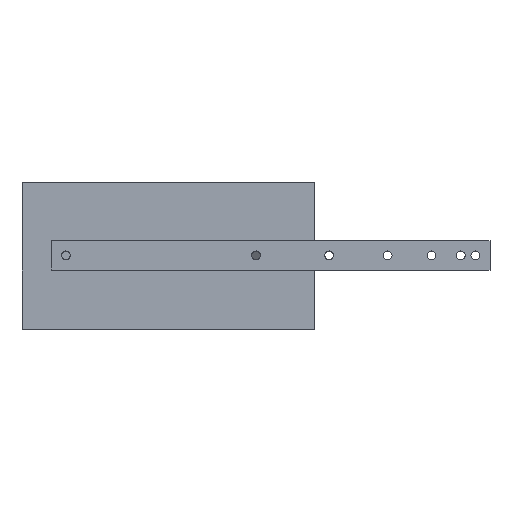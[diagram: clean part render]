
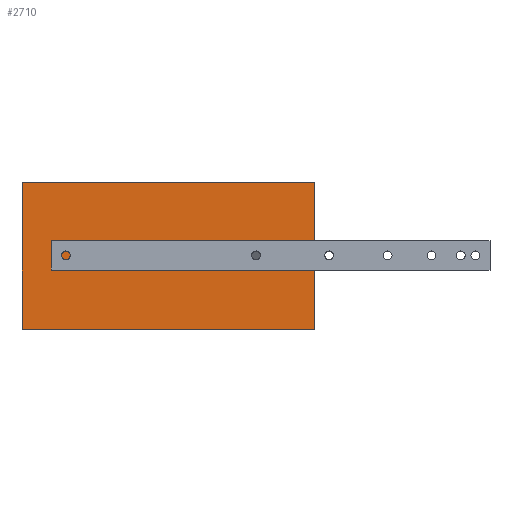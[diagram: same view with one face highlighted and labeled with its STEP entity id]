
A CAD part, top view. The second image highlights one B-rep face of the part: STEP entity #2710.
In plain terms, the highlighted planar face has unit normal (0, 0, 1).
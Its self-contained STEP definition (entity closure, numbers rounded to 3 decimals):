
#2521 = VERTEX_POINT('',#2522);
#2522 = CARTESIAN_POINT('',(-50.,-25.,5.));
#2529 = PLANE('',#2530);
#2530 = AXIS2_PLACEMENT_3D('',#2531,#2532,#2533);
#2531 = CARTESIAN_POINT('',(-50.,-25.,-5.));
#2532 = DIRECTION('',(1.,0.,0.));
#2533 = DIRECTION('',(0.,0.,1.));
#2541 = PLANE('',#2542);
#2542 = AXIS2_PLACEMENT_3D('',#2543,#2544,#2545);
#2543 = CARTESIAN_POINT('',(-50.,-25.,-5.));
#2544 = DIRECTION('',(0.,1.,0.));
#2545 = DIRECTION('',(0.,0.,1.));
#2582 = VERTEX_POINT('',#2583);
#2583 = CARTESIAN_POINT('',(-50.,25.,5.));
#2597 = PLANE('',#2598);
#2598 = AXIS2_PLACEMENT_3D('',#2599,#2600,#2601);
#2599 = CARTESIAN_POINT('',(-50.,25.,-5.));
#2600 = DIRECTION('',(0.,1.,0.));
#2601 = DIRECTION('',(0.,0.,1.));
#2609 = EDGE_CURVE('',#2521,#2582,#2610,.T.);
#2610 = SURFACE_CURVE('',#2611,(#2615,#2622),.PCURVE_S1.);
#2611 = LINE('',#2612,#2613);
#2612 = CARTESIAN_POINT('',(-50.,-25.,5.));
#2613 = VECTOR('',#2614,1.);
#2614 = DIRECTION('',(0.,1.,0.));
#2615 = PCURVE('',#2529,#2616);
#2616 = DEFINITIONAL_REPRESENTATION('',(#2617),#2621);
#2617 = LINE('',#2618,#2619);
#2618 = CARTESIAN_POINT('',(10.,0.));
#2619 = VECTOR('',#2620,1.);
#2620 = DIRECTION('',(0.,-1.));
#2621 = ( GEOMETRIC_REPRESENTATION_CONTEXT(2) 
PARAMETRIC_REPRESENTATION_CONTEXT() REPRESENTATION_CONTEXT('2D SPACE',''
  ) );
#2622 = PCURVE('',#2623,#2628);
#2623 = PLANE('',#2624);
#2624 = AXIS2_PLACEMENT_3D('',#2625,#2626,#2627);
#2625 = CARTESIAN_POINT('',(-50.,-25.,5.));
#2626 = DIRECTION('',(0.,0.,1.));
#2627 = DIRECTION('',(1.,0.,0.));
#2628 = DEFINITIONAL_REPRESENTATION('',(#2629),#2633);
#2629 = LINE('',#2630,#2631);
#2630 = CARTESIAN_POINT('',(0.,0.));
#2631 = VECTOR('',#2632,1.);
#2632 = DIRECTION('',(0.,1.));
#2633 = ( GEOMETRIC_REPRESENTATION_CONTEXT(2) 
PARAMETRIC_REPRESENTATION_CONTEXT() REPRESENTATION_CONTEXT('2D SPACE',''
  ) );
#2662 = EDGE_CURVE('',#2521,#2663,#2665,.T.);
#2663 = VERTEX_POINT('',#2664);
#2664 = CARTESIAN_POINT('',(50.,-25.,5.));
#2665 = SURFACE_CURVE('',#2666,(#2670,#2677),.PCURVE_S1.);
#2666 = LINE('',#2667,#2668);
#2667 = CARTESIAN_POINT('',(-50.,-25.,5.));
#2668 = VECTOR('',#2669,1.);
#2669 = DIRECTION('',(1.,0.,0.));
#2670 = PCURVE('',#2541,#2671);
#2671 = DEFINITIONAL_REPRESENTATION('',(#2672),#2676);
#2672 = LINE('',#2673,#2674);
#2673 = CARTESIAN_POINT('',(10.,0.));
#2674 = VECTOR('',#2675,1.);
#2675 = DIRECTION('',(0.,1.));
#2676 = ( GEOMETRIC_REPRESENTATION_CONTEXT(2) 
PARAMETRIC_REPRESENTATION_CONTEXT() REPRESENTATION_CONTEXT('2D SPACE',''
  ) );
#2677 = PCURVE('',#2623,#2678);
#2678 = DEFINITIONAL_REPRESENTATION('',(#2679),#2683);
#2679 = LINE('',#2680,#2681);
#2680 = CARTESIAN_POINT('',(0.,0.));
#2681 = VECTOR('',#2682,1.);
#2682 = DIRECTION('',(1.,0.));
#2683 = ( GEOMETRIC_REPRESENTATION_CONTEXT(2) 
PARAMETRIC_REPRESENTATION_CONTEXT() REPRESENTATION_CONTEXT('2D SPACE',''
  ) );
#2699 = PLANE('',#2700);
#2700 = AXIS2_PLACEMENT_3D('',#2701,#2702,#2703);
#2701 = CARTESIAN_POINT('',(50.,-25.,-5.));
#2702 = DIRECTION('',(1.,0.,0.));
#2703 = DIRECTION('',(0.,0.,1.));
#2710 = ADVANCED_FACE('',(#2711,#2759,#2794),#2623,.T.);
#2711 = FACE_BOUND('',#2712,.T.);
#2712 = EDGE_LOOP('',(#2713,#2714,#2715,#2738));
#2713 = ORIENTED_EDGE('',*,*,#2609,.F.);
#2714 = ORIENTED_EDGE('',*,*,#2662,.T.);
#2715 = ORIENTED_EDGE('',*,*,#2716,.T.);
#2716 = EDGE_CURVE('',#2663,#2717,#2719,.T.);
#2717 = VERTEX_POINT('',#2718);
#2718 = CARTESIAN_POINT('',(50.,25.,5.));
#2719 = SURFACE_CURVE('',#2720,(#2724,#2731),.PCURVE_S1.);
#2720 = LINE('',#2721,#2722);
#2721 = CARTESIAN_POINT('',(50.,-25.,5.));
#2722 = VECTOR('',#2723,1.);
#2723 = DIRECTION('',(0.,1.,0.));
#2724 = PCURVE('',#2623,#2725);
#2725 = DEFINITIONAL_REPRESENTATION('',(#2726),#2730);
#2726 = LINE('',#2727,#2728);
#2727 = CARTESIAN_POINT('',(100.,0.));
#2728 = VECTOR('',#2729,1.);
#2729 = DIRECTION('',(0.,1.));
#2730 = ( GEOMETRIC_REPRESENTATION_CONTEXT(2) 
PARAMETRIC_REPRESENTATION_CONTEXT() REPRESENTATION_CONTEXT('2D SPACE',''
  ) );
#2731 = PCURVE('',#2699,#2732);
#2732 = DEFINITIONAL_REPRESENTATION('',(#2733),#2737);
#2733 = LINE('',#2734,#2735);
#2734 = CARTESIAN_POINT('',(10.,0.));
#2735 = VECTOR('',#2736,1.);
#2736 = DIRECTION('',(0.,-1.));
#2737 = ( GEOMETRIC_REPRESENTATION_CONTEXT(2) 
PARAMETRIC_REPRESENTATION_CONTEXT() REPRESENTATION_CONTEXT('2D SPACE',''
  ) );
#2738 = ORIENTED_EDGE('',*,*,#2739,.F.);
#2739 = EDGE_CURVE('',#2582,#2717,#2740,.T.);
#2740 = SURFACE_CURVE('',#2741,(#2745,#2752),.PCURVE_S1.);
#2741 = LINE('',#2742,#2743);
#2742 = CARTESIAN_POINT('',(-50.,25.,5.));
#2743 = VECTOR('',#2744,1.);
#2744 = DIRECTION('',(1.,0.,0.));
#2745 = PCURVE('',#2623,#2746);
#2746 = DEFINITIONAL_REPRESENTATION('',(#2747),#2751);
#2747 = LINE('',#2748,#2749);
#2748 = CARTESIAN_POINT('',(0.,50.));
#2749 = VECTOR('',#2750,1.);
#2750 = DIRECTION('',(1.,0.));
#2751 = ( GEOMETRIC_REPRESENTATION_CONTEXT(2) 
PARAMETRIC_REPRESENTATION_CONTEXT() REPRESENTATION_CONTEXT('2D SPACE',''
  ) );
#2752 = PCURVE('',#2597,#2753);
#2753 = DEFINITIONAL_REPRESENTATION('',(#2754),#2758);
#2754 = LINE('',#2755,#2756);
#2755 = CARTESIAN_POINT('',(10.,0.));
#2756 = VECTOR('',#2757,1.);
#2757 = DIRECTION('',(0.,1.));
#2758 = ( GEOMETRIC_REPRESENTATION_CONTEXT(2) 
PARAMETRIC_REPRESENTATION_CONTEXT() REPRESENTATION_CONTEXT('2D SPACE',''
  ) );
#2759 = FACE_BOUND('',#2760,.T.);
#2760 = EDGE_LOOP('',(#2761));
#2761 = ORIENTED_EDGE('',*,*,#2762,.T.);
#2762 = EDGE_CURVE('',#2763,#2763,#2765,.T.);
#2763 = VERTEX_POINT('',#2764);
#2764 = CARTESIAN_POINT('',(-2.5,0.,5.));
#2765 = SURFACE_CURVE('',#2766,(#2771,#2782),.PCURVE_S1.);
#2766 = CIRCLE('',#2767,2.5);
#2767 = AXIS2_PLACEMENT_3D('',#2768,#2769,#2770);
#2768 = CARTESIAN_POINT('',(0.,0.,5.));
#2769 = DIRECTION('',(0.,0.,-1.));
#2770 = DIRECTION('',(-1.,0.,0.));
#2771 = PCURVE('',#2623,#2772);
#2772 = DEFINITIONAL_REPRESENTATION('',(#2773),#2781);
#2773 = ( BOUNDED_CURVE() B_SPLINE_CURVE(2,(#2774,#2775,#2776,#2777,
#2778,#2779,#2780),.UNSPECIFIED.,.T.,.F.) B_SPLINE_CURVE_WITH_KNOTS((1,2
    ,2,2,2,1),(-2.094,0.,2.094,4.189,
6.283,8.378),.UNSPECIFIED.) CURVE() 
GEOMETRIC_REPRESENTATION_ITEM() RATIONAL_B_SPLINE_CURVE((1.,0.5,1.,0.5,
1.,0.5,1.)) REPRESENTATION_ITEM('') );
#2774 = CARTESIAN_POINT('',(47.5,25.));
#2775 = CARTESIAN_POINT('',(47.5,29.33));
#2776 = CARTESIAN_POINT('',(51.25,27.165));
#2777 = CARTESIAN_POINT('',(55.,25.));
#2778 = CARTESIAN_POINT('',(51.25,22.835));
#2779 = CARTESIAN_POINT('',(47.5,20.67));
#2780 = CARTESIAN_POINT('',(47.5,25.));
#2781 = ( GEOMETRIC_REPRESENTATION_CONTEXT(2) 
PARAMETRIC_REPRESENTATION_CONTEXT() REPRESENTATION_CONTEXT('2D SPACE',''
  ) );
#2782 = PCURVE('',#2783,#2788);
#2783 = CYLINDRICAL_SURFACE('',#2784,2.5);
#2784 = AXIS2_PLACEMENT_3D('',#2785,#2786,#2787);
#2785 = CARTESIAN_POINT('',(0.,0.,5.));
#2786 = DIRECTION('',(0.,0.,-1.));
#2787 = DIRECTION('',(-1.,0.,0.));
#2788 = DEFINITIONAL_REPRESENTATION('',(#2789),#2793);
#2789 = LINE('',#2790,#2791);
#2790 = CARTESIAN_POINT('',(0.,0.));
#2791 = VECTOR('',#2792,1.);
#2792 = DIRECTION('',(1.,0.));
#2793 = ( GEOMETRIC_REPRESENTATION_CONTEXT(2) 
PARAMETRIC_REPRESENTATION_CONTEXT() REPRESENTATION_CONTEXT('2D SPACE',''
  ) );
#2794 = FACE_BOUND('',#2795,.T.);
#2795 = EDGE_LOOP('',(#2796));
#2796 = ORIENTED_EDGE('',*,*,#2797,.T.);
#2797 = EDGE_CURVE('',#2798,#2798,#2800,.T.);
#2798 = VERTEX_POINT('',#2799);
#2799 = CARTESIAN_POINT('',(37.5,0.,5.));
#2800 = SURFACE_CURVE('',#2801,(#2806,#2817),.PCURVE_S1.);
#2801 = CIRCLE('',#2802,2.5);
#2802 = AXIS2_PLACEMENT_3D('',#2803,#2804,#2805);
#2803 = CARTESIAN_POINT('',(40.,0.,5.));
#2804 = DIRECTION('',(0.,0.,-1.));
#2805 = DIRECTION('',(-1.,0.,0.));
#2806 = PCURVE('',#2623,#2807);
#2807 = DEFINITIONAL_REPRESENTATION('',(#2808),#2816);
#2808 = ( BOUNDED_CURVE() B_SPLINE_CURVE(2,(#2809,#2810,#2811,#2812,
#2813,#2814,#2815),.UNSPECIFIED.,.T.,.F.) B_SPLINE_CURVE_WITH_KNOTS((1,2
    ,2,2,2,1),(-2.094,0.,2.094,4.189,
6.283,8.378),.UNSPECIFIED.) CURVE() 
GEOMETRIC_REPRESENTATION_ITEM() RATIONAL_B_SPLINE_CURVE((1.,0.5,1.,0.5,
1.,0.5,1.)) REPRESENTATION_ITEM('') );
#2809 = CARTESIAN_POINT('',(87.5,25.));
#2810 = CARTESIAN_POINT('',(87.5,29.33));
#2811 = CARTESIAN_POINT('',(91.25,27.165));
#2812 = CARTESIAN_POINT('',(95.,25.));
#2813 = CARTESIAN_POINT('',(91.25,22.835));
#2814 = CARTESIAN_POINT('',(87.5,20.67));
#2815 = CARTESIAN_POINT('',(87.5,25.));
#2816 = ( GEOMETRIC_REPRESENTATION_CONTEXT(2) 
PARAMETRIC_REPRESENTATION_CONTEXT() REPRESENTATION_CONTEXT('2D SPACE',''
  ) );
#2817 = PCURVE('',#2818,#2823);
#2818 = CYLINDRICAL_SURFACE('',#2819,2.5);
#2819 = AXIS2_PLACEMENT_3D('',#2820,#2821,#2822);
#2820 = CARTESIAN_POINT('',(40.,0.,5.));
#2821 = DIRECTION('',(0.,0.,-1.));
#2822 = DIRECTION('',(-1.,0.,0.));
#2823 = DEFINITIONAL_REPRESENTATION('',(#2824),#2828);
#2824 = LINE('',#2825,#2826);
#2825 = CARTESIAN_POINT('',(0.,0.));
#2826 = VECTOR('',#2827,1.);
#2827 = DIRECTION('',(1.,0.));
#2828 = ( GEOMETRIC_REPRESENTATION_CONTEXT(2) 
PARAMETRIC_REPRESENTATION_CONTEXT() REPRESENTATION_CONTEXT('2D SPACE',''
  ) );
